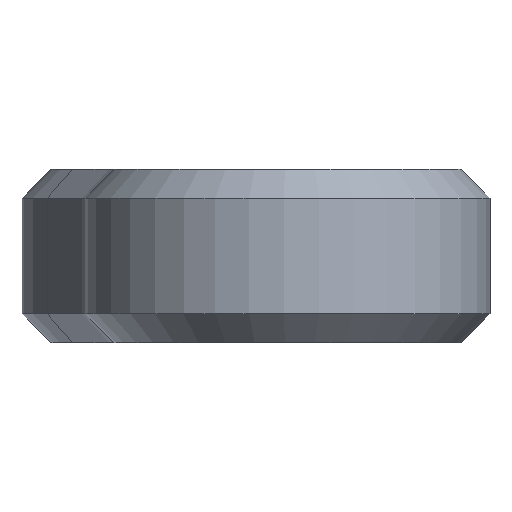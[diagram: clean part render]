
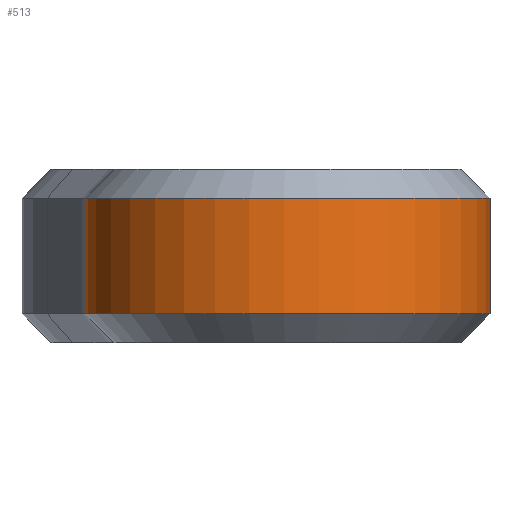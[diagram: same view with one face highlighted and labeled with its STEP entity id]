
A CAD part, left-side view. The second image highlights one B-rep face of the part: STEP entity #513.
In plain terms, the highlighted cylindrical face has radius 7 mm (diameter 14 mm), a partial arc.
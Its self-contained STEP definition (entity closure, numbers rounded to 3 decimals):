
#19=CYLINDRICAL_SURFACE('',#581,7.);
#57=FACE_OUTER_BOUND('',#93,.T.);
#93=EDGE_LOOP('',(#409,#410,#411,#412));
#135=LINE('',#871,#173);
#136=LINE('',#875,#174);
#173=VECTOR('',#705,10.);
#174=VECTOR('',#710,10.);
#203=CIRCLE('',#563,7.);
#211=CIRCLE('',#582,7.);
#239=VERTEX_POINT('',#828);
#240=VERTEX_POINT('',#830);
#250=VERTEX_POINT('',#870);
#251=VERTEX_POINT('',#874);
#287=EDGE_CURVE('',#240,#239,#203,.T.);
#306=EDGE_CURVE('',#239,#250,#135,.T.);
#308=EDGE_CURVE('',#251,#240,#136,.T.);
#309=EDGE_CURVE('',#250,#251,#211,.T.);
#409=ORIENTED_EDGE('',*,*,#287,.F.);
#410=ORIENTED_EDGE('',*,*,#308,.F.);
#411=ORIENTED_EDGE('',*,*,#309,.F.);
#412=ORIENTED_EDGE('',*,*,#306,.F.);
#513=ADVANCED_FACE('',(#57),#19,.T.);
#563=AXIS2_PLACEMENT_3D('',#832,#659,#660);
#581=AXIS2_PLACEMENT_3D('',#873,#708,#709);
#582=AXIS2_PLACEMENT_3D('',#876,#711,#712);
#659=DIRECTION('center_axis',(0.,0.,1.));
#660=DIRECTION('ref_axis',(-0.071,0.997,0.));
#705=DIRECTION('',(0.,0.,-1.));
#708=DIRECTION('center_axis',(0.,0.,1.));
#709=DIRECTION('ref_axis',(-0.997,-0.071,0.));
#710=DIRECTION('',(0.,0.,1.));
#711=DIRECTION('center_axis',(0.,0.,-1.));
#712=DIRECTION('ref_axis',(-0.071,0.997,0.));
#828=CARTESIAN_POINT('',(-154.708,52.019,5.));
#830=CARTESIAN_POINT('',(-155.607,64.691,5.));
#832=CARTESIAN_POINT('Origin',(-158.092,58.147,5.));
#870=CARTESIAN_POINT('',(-154.708,52.019,1.));
#871=CARTESIAN_POINT('',(-154.708,52.019,-22.8));
#873=CARTESIAN_POINT('Origin',(-158.092,58.147,-22.8));
#874=CARTESIAN_POINT('',(-155.607,64.691,1.));
#875=CARTESIAN_POINT('',(-155.607,64.691,-22.8));
#876=CARTESIAN_POINT('Origin',(-158.092,58.147,1.));
